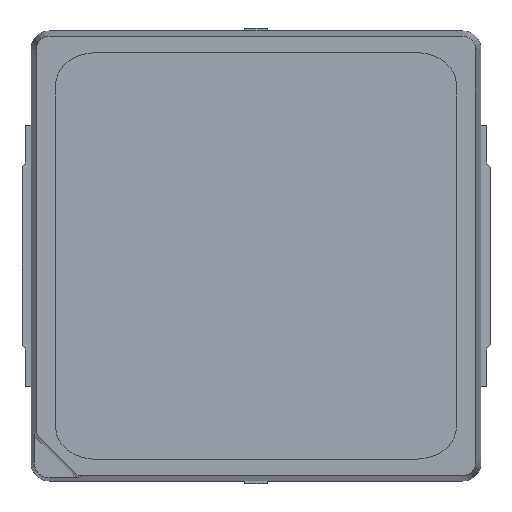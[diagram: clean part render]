
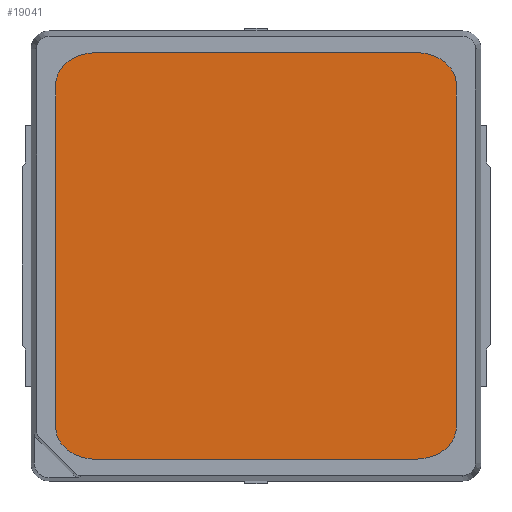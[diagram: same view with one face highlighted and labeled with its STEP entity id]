
A CAD part, top view. The second image highlights one B-rep face of the part: STEP entity #19041.
In plain terms, the highlighted planar face has unit normal (0, 0, 1).
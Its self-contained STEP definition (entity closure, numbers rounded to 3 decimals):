
#230 = EDGE_CURVE ( 'NONE', #3068, #11884, #1608, .T. ) ;
#1202 = EDGE_CURVE ( 'NONE', #29510, #9477, #10802, .T. ) ;
#1608 = LINE ( 'NONE', #18144, #22557 ) ;
#2055 =( BOUNDED_CURVE ( )  B_SPLINE_CURVE ( 3, ( #33267, #9011, #20039, #25654 ),
 .UNSPECIFIED., .F., .T. ) 
 B_SPLINE_CURVE_WITH_KNOTS ( ( 4, 4 ),
 ( 1.841, 3.3 ),
 .UNSPECIFIED. ) 
 CURVE ( )  GEOMETRIC_REPRESENTATION_ITEM ( )  RATIONAL_B_SPLINE_CURVE ( ( 1., 0.83, 0.83, 1. ) ) 
 REPRESENTATION_ITEM ( '' )  );
#2840 = LINE ( 'NONE', #32868, #12339 ) ;
#2852 = ORIENTED_EDGE ( 'NONE', *, *, #33262, .T. ) ;
#3014 =( BOUNDED_CURVE ( )  B_SPLINE_CURVE ( 3, ( #9803, #4052, #14888, #25745 ),
 .UNSPECIFIED., .F., .F. ) 
 B_SPLINE_CURVE_WITH_KNOTS ( ( 4, 4 ),
 ( 2.983, 4.442 ),
 .UNSPECIFIED. ) 
 CURVE ( )  GEOMETRIC_REPRESENTATION_ITEM ( )  RATIONAL_B_SPLINE_CURVE ( ( 1., 0.83, 0.83, 1. ) ) 
 REPRESENTATION_ITEM ( '' )  );
#3068 = VERTEX_POINT ( 'NONE', #4373 ) ;
#3080 = EDGE_CURVE ( 'NONE', #4777, #4808, #2840, .T. ) ;
#4052 = CARTESIAN_POINT ( 'NONE',  ( 2.225, 2.115, 0. ) ) ;
#4197 = VERTEX_POINT ( 'NONE', #6372 ) ;
#4373 = CARTESIAN_POINT ( 'NONE',  ( 2.225, -1.899, 0. ) ) ;
#4777 = VERTEX_POINT ( 'NONE', #24184 ) ;
#4806 =( BOUNDED_CURVE ( )  B_SPLINE_CURVE ( 3, ( #5342, #19056, #22465, #28073 ),
 .UNSPECIFIED., .F., .F. ) 
 B_SPLINE_CURVE_WITH_KNOTS ( ( 4, 4 ),
 ( 1.841, 3.3 ),
 .UNSPECIFIED. ) 
 CURVE ( )  GEOMETRIC_REPRESENTATION_ITEM ( )  RATIONAL_B_SPLINE_CURVE ( ( 1., 0.83, 0.83, 1. ) ) 
 REPRESENTATION_ITEM ( '' )  );
#4808 = VERTEX_POINT ( 'NONE', #13516 ) ;
#5342 = CARTESIAN_POINT ( 'NONE',  ( -1.761, 2.26, 0. ) ) ;
#6372 = CARTESIAN_POINT ( 'NONE',  ( 1.761, 2.26, 0. ) ) ;
#6617 = CARTESIAN_POINT ( 'NONE',  ( 1.761, 2.26, 0. ) ) ;
#6790 = DIRECTION ( 'NONE',  ( -1., 0., 0. ) ) ;
#7317 = ORIENTED_EDGE ( 'NONE', *, *, #230, .T. ) ;
#8080 = PLANE ( 'NONE',  #18295 ) ;
#8615 = DIRECTION ( 'NONE',  ( 0., -1., 0. ) ) ;
#8852 = CARTESIAN_POINT ( 'NONE',  ( 1.761, -2.26, 0. ) ) ;
#9011 = CARTESIAN_POINT ( 'NONE',  ( 2.039, -2.26, 0. ) ) ;
#9384 = CARTESIAN_POINT ( 'NONE',  ( -2.225, -1.899, 0. ) ) ;
#9477 = VERTEX_POINT ( 'NONE', #8852 ) ;
#9803 = CARTESIAN_POINT ( 'NONE',  ( 2.225, 1.899, 0. ) ) ;
#10243 = EDGE_CURVE ( 'NONE', #20722, #4777, #4806, .T. ) ;
#10263 = DIRECTION ( 'NONE',  ( 1., 0., 0. ) ) ;
#10626 = CARTESIAN_POINT ( 'NONE',  ( -1.761, -2.26, 0. ) ) ;
#10791 = DIRECTION ( 'NONE',  ( 0., 0., 1. ) ) ;
#10802 = LINE ( 'NONE', #10626, #29209 ) ;
#11884 = VERTEX_POINT ( 'NONE', #26004 ) ;
#12339 = VECTOR ( 'NONE', #8615, 1000. ) ;
#12968 = EDGE_CURVE ( 'NONE', #9477, #3068, #2055, .T. ) ;
#13516 = CARTESIAN_POINT ( 'NONE',  ( -2.225, -1.899, 0. ) ) ;
#13845 = EDGE_CURVE ( 'NONE', #11884, #4197, #3014, .T. ) ;
#14888 = CARTESIAN_POINT ( 'NONE',  ( 2.039, 2.26, 0. ) ) ;
#15656 = ORIENTED_EDGE ( 'NONE', *, *, #3080, .T. ) ;
#17702 = CARTESIAN_POINT ( 'NONE',  ( -1.761, -2.26, 0. ) ) ;
#18144 = CARTESIAN_POINT ( 'NONE',  ( 2.225, -1.899, 0. ) ) ;
#18295 = AXIS2_PLACEMENT_3D ( 'NONE', #35588, #10791, #18386 ) ;
#18386 = DIRECTION ( 'NONE',  ( 1., 0., 0. ) ) ;
#18924 = FACE_OUTER_BOUND ( 'NONE', #22271, .T. ) ;
#19041 = ADVANCED_FACE ( 'NONE', ( #18924 ), #8080, .T. ) ;
#19056 = CARTESIAN_POINT ( 'NONE',  ( -2.039, 2.26, 0. ) ) ;
#19875 = ORIENTED_EDGE ( 'NONE', *, *, #13845, .T. ) ;
#20039 = CARTESIAN_POINT ( 'NONE',  ( 2.225, -2.115, 0. ) ) ;
#20422 = CARTESIAN_POINT ( 'NONE',  ( -2.225, -2.115, 0. ) ) ;
#20511 = DIRECTION ( 'NONE',  ( 0., 1., 0. ) ) ;
#20722 = VERTEX_POINT ( 'NONE', #24850 ) ;
#22271 = EDGE_LOOP ( 'NONE', ( #32874, #15656, #34613, #30654, #35538, #7317, #19875, #2852 ) ) ;
#22465 = CARTESIAN_POINT ( 'NONE',  ( -2.225, 2.115, 0. ) ) ;
#22557 = VECTOR ( 'NONE', #20511, 1000. ) ;
#23232 = LINE ( 'NONE', #6617, #31174 ) ;
#24184 = CARTESIAN_POINT ( 'NONE',  ( -2.225, 1.899, 0. ) ) ;
#24850 = CARTESIAN_POINT ( 'NONE',  ( -1.761, 2.26, 0. ) ) ;
#25611 =( BOUNDED_CURVE ( )  B_SPLINE_CURVE ( 3, ( #9384, #20422, #25849, #17702 ),
 .UNSPECIFIED., .F., .F. ) 
 B_SPLINE_CURVE_WITH_KNOTS ( ( 4, 4 ),
 ( 2.983, 4.442 ),
 .UNSPECIFIED. ) 
 CURVE ( )  GEOMETRIC_REPRESENTATION_ITEM ( )  RATIONAL_B_SPLINE_CURVE ( ( 1., 0.83, 0.83, 1. ) ) 
 REPRESENTATION_ITEM ( '' )  );
#25654 = CARTESIAN_POINT ( 'NONE',  ( 2.225, -1.899, 0. ) ) ;
#25745 = CARTESIAN_POINT ( 'NONE',  ( 1.761, 2.26, 0. ) ) ;
#25849 = CARTESIAN_POINT ( 'NONE',  ( -2.039, -2.26, 0. ) ) ;
#26004 = CARTESIAN_POINT ( 'NONE',  ( 2.225, 1.899, 0. ) ) ;
#26554 = EDGE_CURVE ( 'NONE', #4808, #29510, #25611, .T. ) ;
#28073 = CARTESIAN_POINT ( 'NONE',  ( -2.225, 1.899, 0. ) ) ;
#29209 = VECTOR ( 'NONE', #10263, 1000. ) ;
#29510 = VERTEX_POINT ( 'NONE', #34860 ) ;
#30654 = ORIENTED_EDGE ( 'NONE', *, *, #1202, .T. ) ;
#31174 = VECTOR ( 'NONE', #6790, 1000. ) ;
#32868 = CARTESIAN_POINT ( 'NONE',  ( -2.225, 1.899, 0. ) ) ;
#32874 = ORIENTED_EDGE ( 'NONE', *, *, #10243, .T. ) ;
#33262 = EDGE_CURVE ( 'NONE', #4197, #20722, #23232, .T. ) ;
#33267 = CARTESIAN_POINT ( 'NONE',  ( 1.761, -2.26, 0. ) ) ;
#34613 = ORIENTED_EDGE ( 'NONE', *, *, #26554, .T. ) ;
#34860 = CARTESIAN_POINT ( 'NONE',  ( -1.761, -2.26, 0. ) ) ;
#35538 = ORIENTED_EDGE ( 'NONE', *, *, #12968, .T. ) ;
#35588 = CARTESIAN_POINT ( 'NONE',  ( -1.703, 1.854, 0. ) ) ;
